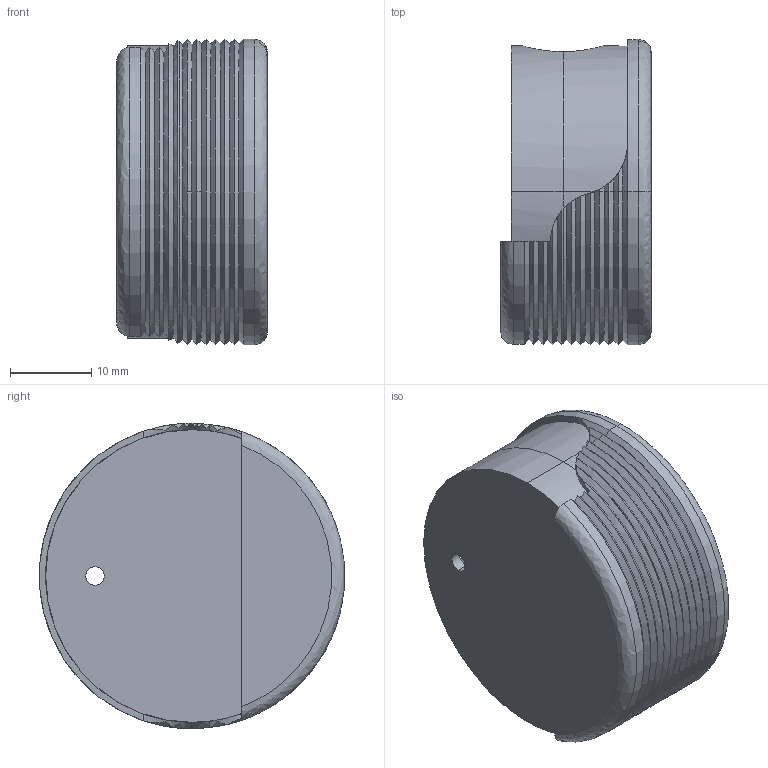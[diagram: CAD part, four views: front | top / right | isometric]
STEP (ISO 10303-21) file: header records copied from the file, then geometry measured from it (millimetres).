
FILE_DESCRIPTION (( 'STEP AP214' ), '1' );
FILE_NAME ('Landing Gear Level Lollipop.STEP', '2021-03-25T09:36:59', ( '' ), ( '' ), 'SwSTEP 2.0', 'SolidWorks 2019', '' );
FILE_SCHEMA (( 'AUTOMOTIVE_DESIGN' ));
Length unit declared in the file: inch
Products named in the file (1): Landing Gear Level Lollipop
Bounding box: 18.54 x 37.59 x 37.59 mm (x, y, z)
Volume: 16665.8 mm3; surface area: 7163.3 mm2
Topology: 2 solids, 2 shells, 171 faces, 455 edges, 286 vertices
Faces by surface type: cone 137, cylinder 21, plane 8, bspline 3, sphere 2
Entity records: 5715 total; most frequent: CARTESIAN_POINT 1454, DIRECTION 908, ORIENTED_EDGE 902, EDGE_CURVE 451, AXIS2_PLACEMENT_3D 388, VERTEX_POINT 284, CIRCLE 219, EDGE_LOOP 175
